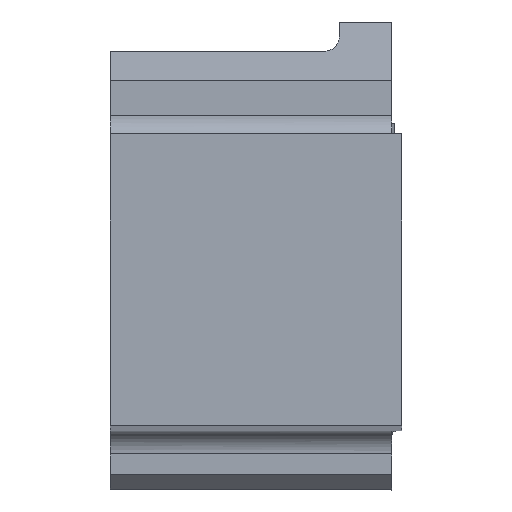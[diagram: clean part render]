
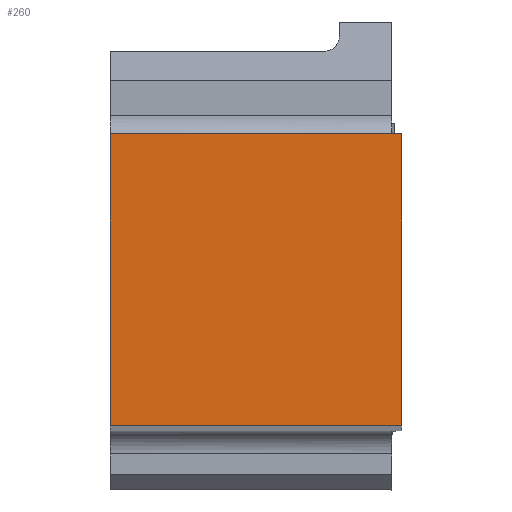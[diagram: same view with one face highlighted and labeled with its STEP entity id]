
A CAD part, top view. The second image highlights one B-rep face of the part: STEP entity #260.
In plain terms, the highlighted planar face has unit normal (0, 0, 1).
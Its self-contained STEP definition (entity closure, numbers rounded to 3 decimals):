
#260=ADVANCED_FACE('',(#484),#370,.T.);
#370=PLANE('',#3482);
#484=FACE_OUTER_BOUND('',#652,.T.);
#652=EDGE_LOOP('',(#1174,#1175,#1176,#1177));
#1174=ORIENTED_EDGE('',*,*,#2288,.T.);
#1175=ORIENTED_EDGE('',*,*,#2269,.F.);
#1176=ORIENTED_EDGE('',*,*,#2287,.F.);
#1177=ORIENTED_EDGE('',*,*,#2289,.F.);
#1868=VERTEX_POINT('',#8546);
#1869=VERTEX_POINT('',#8548);
#1883=VERTEX_POINT('',#8594);
#1884=VERTEX_POINT('',#8598);
#2269=EDGE_CURVE('',#1868,#1869,#2996,.T.);
#2287=EDGE_CURVE('',#1883,#1868,#3010,.T.);
#2288=EDGE_CURVE('',#1884,#1869,#3011,.T.);
#2289=EDGE_CURVE('',#1884,#1883,#3012,.T.);
#2996=LINE('',#8547,#3190);
#3010=LINE('',#8595,#3204);
#3011=LINE('',#8597,#3205);
#3012=LINE('',#8599,#3206);
#3190=VECTOR('',#3872,1.);
#3204=VECTOR('',#3898,1.);
#3205=VECTOR('',#3901,1.);
#3206=VECTOR('',#3902,1.);
#3482=AXIS2_PLACEMENT_3D('',#8600,#3903,#3904);
#3872=DIRECTION('',(0.,1.,0.));
#3898=DIRECTION('',(-1.,0.,0.));
#3901=DIRECTION('',(-1.,0.,0.));
#3902=DIRECTION('',(0.,-1.,0.));
#3903=DIRECTION('',(0.,0.,1.));
#3904=DIRECTION('',(1.,0.,0.));
#8546=CARTESIAN_POINT('',(0.,0.,0.));
#8547=CARTESIAN_POINT('',(0.,0.,0.));
#8548=CARTESIAN_POINT('',(0.,10.,0.));
#8594=CARTESIAN_POINT('',(10.,0.,0.));
#8595=CARTESIAN_POINT('',(10.,0.,0.));
#8597=CARTESIAN_POINT('',(10.,10.,0.));
#8598=CARTESIAN_POINT('',(10.,10.,0.));
#8599=CARTESIAN_POINT('',(10.,10.,0.));
#8600=CARTESIAN_POINT('',(5.,5.,0.));
